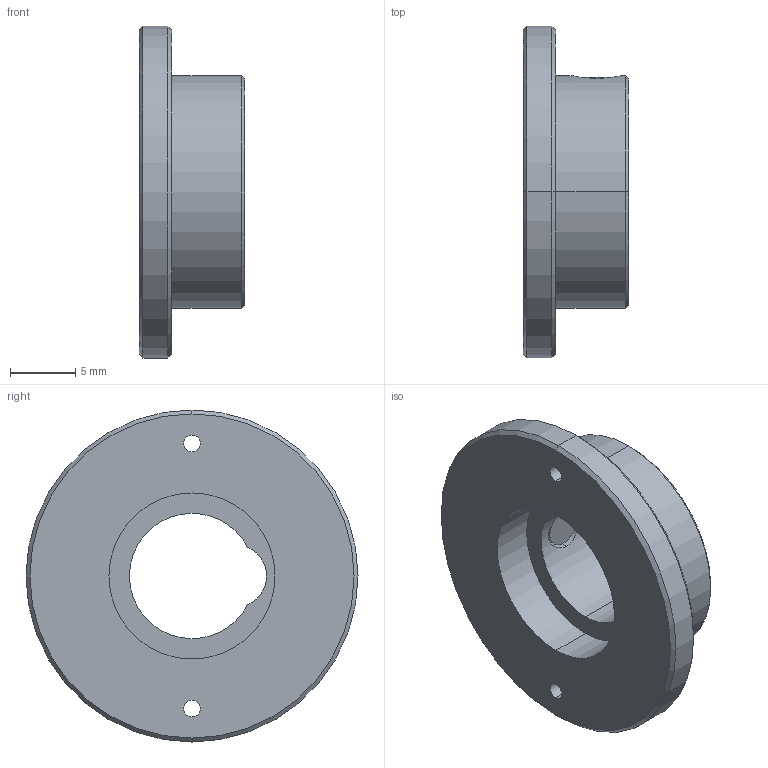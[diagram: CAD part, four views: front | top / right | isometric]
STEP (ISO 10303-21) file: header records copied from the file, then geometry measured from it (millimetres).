
FILE_DESCRIPTION (( 'STEP AP203' ), '1' );
FILE_NAME ('1.6.5.6_ZSG-1W9.5N.STEP', '2023-12-21T02:23:04', ( '' ), ( '' ), 'SwSTEP 2.0', 'SolidWorks 2021', '' );
FILE_SCHEMA (( 'CONFIG_CONTROL_DESIGN' ));
Length unit declared in the file: millimetre
Products named in the file (1): 1.6.5.6_ZSG-1W9.5N
Bounding box: 8.1 x 25.4 x 25.4 mm (x, y, z)
Surface area: 1691.5 mm2 (no closed solid volume)
Topology: 0 solids, 3 shells, 47 faces, 109 edges, 69 vertices
Faces by surface type: cylinder 18, cone 14, plane 13, bspline 2
Entity records: 2761 total; most frequent: CARTESIAN_POINT 1601, DIRECTION 230, ORIENTED_EDGE 214, EDGE_CURVE 109, AXIS2_PLACEMENT_3D 94, VERTEX_POINT 69, EDGE_LOOP 58, CIRCLE 48
